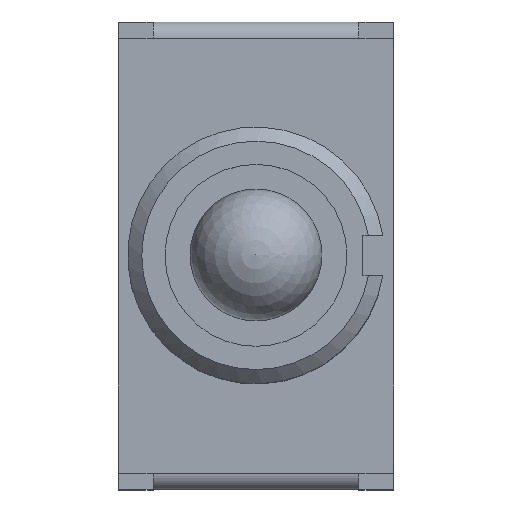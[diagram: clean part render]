
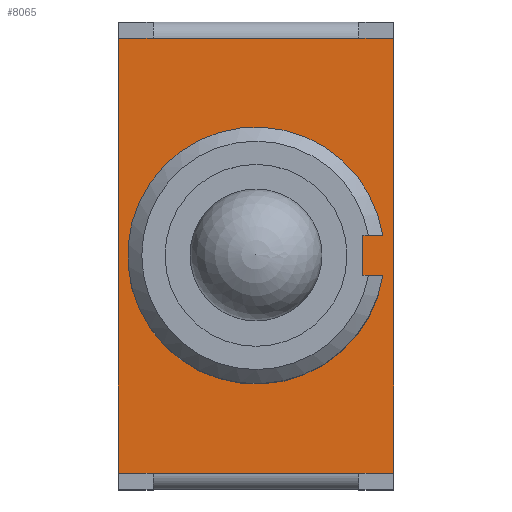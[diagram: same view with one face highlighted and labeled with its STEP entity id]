
A CAD part, top view. The second image highlights one B-rep face of the part: STEP entity #8065.
In plain terms, the highlighted planar face has unit normal (0, 0, 1).
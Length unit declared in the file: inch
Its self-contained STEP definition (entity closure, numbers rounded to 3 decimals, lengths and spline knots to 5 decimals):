
#265=LINE('',#12069,#1121);
#269=LINE('',#12077,#1125);
#271=LINE('',#12080,#1127);
#272=LINE('',#12086,#1128);
#273=LINE('',#12088,#1129);
#274=LINE('',#12090,#1130);
#275=LINE('',#12092,#1131);
#276=LINE('',#12094,#1132);
#277=LINE('',#12096,#1133);
#278=LINE('',#12098,#1134);
#279=LINE('',#12099,#1135);
#1121=VECTOR('',#9517,0.3937);
#1125=VECTOR('',#9525,0.3937);
#1127=VECTOR('',#9529,0.3937);
#1128=VECTOR('',#9536,0.3937);
#1129=VECTOR('',#9537,0.3937);
#1130=VECTOR('',#9538,0.3937);
#1131=VECTOR('',#9539,0.3937);
#1132=VECTOR('',#9540,0.3937);
#1133=VECTOR('',#9541,0.3937);
#1134=VECTOR('',#9542,0.3937);
#1135=VECTOR('',#9543,0.3937);
#1965=PLANE('',#8603);
#2233=FACE_BOUND('',#2792,.T.);
#2295=FACE_OUTER_BOUND('',#2791,.T.);
#2791=EDGE_LOOP('',(#5675,#5676,#5677,#5678,#5679,#5680,#5681,#5682));
#2792=EDGE_LOOP('',(#5683,#5684,#5685,#5686));
#3324=CIRCLE('',#8602,0.23327);
#3634=VERTEX_POINT('',#12066);
#3635=VERTEX_POINT('',#12068);
#3636=VERTEX_POINT('',#12074);
#3637=VERTEX_POINT('',#12076);
#3638=VERTEX_POINT('',#12084);
#3639=VERTEX_POINT('',#12085);
#3640=VERTEX_POINT('',#12087);
#3641=VERTEX_POINT('',#12089);
#3642=VERTEX_POINT('',#12091);
#3643=VERTEX_POINT('',#12093);
#3644=VERTEX_POINT('',#12095);
#3645=VERTEX_POINT('',#12097);
#4396=EDGE_CURVE('',#3635,#3634,#265,.T.);
#4400=EDGE_CURVE('',#3637,#3636,#269,.T.);
#4402=EDGE_CURVE('',#3636,#3635,#271,.T.);
#4403=EDGE_CURVE('',#3634,#3637,#3324,.T.);
#4404=EDGE_CURVE('',#3638,#3639,#272,.T.);
#4405=EDGE_CURVE('',#3638,#3640,#273,.T.);
#4406=EDGE_CURVE('',#3640,#3641,#274,.T.);
#4407=EDGE_CURVE('',#3642,#3641,#275,.T.);
#4408=EDGE_CURVE('',#3642,#3643,#276,.T.);
#4409=EDGE_CURVE('',#3643,#3644,#277,.T.);
#4410=EDGE_CURVE('',#3644,#3645,#278,.T.);
#4411=EDGE_CURVE('',#3639,#3645,#279,.T.);
#5675=ORIENTED_EDGE('',*,*,#4404,.F.);
#5676=ORIENTED_EDGE('',*,*,#4405,.T.);
#5677=ORIENTED_EDGE('',*,*,#4406,.T.);
#5678=ORIENTED_EDGE('',*,*,#4407,.F.);
#5679=ORIENTED_EDGE('',*,*,#4408,.T.);
#5680=ORIENTED_EDGE('',*,*,#4409,.T.);
#5681=ORIENTED_EDGE('',*,*,#4410,.T.);
#5682=ORIENTED_EDGE('',*,*,#4411,.F.);
#5683=ORIENTED_EDGE('',*,*,#4400,.T.);
#5684=ORIENTED_EDGE('',*,*,#4402,.T.);
#5685=ORIENTED_EDGE('',*,*,#4396,.T.);
#5686=ORIENTED_EDGE('',*,*,#4403,.T.);
#8065=ADVANCED_FACE('',(#2295,#2233),#1965,.T.);
#8602=AXIS2_PLACEMENT_3D('',#12082,#9532,#9533);
#8603=AXIS2_PLACEMENT_3D('',#12083,#9534,#9535);
#9517=DIRECTION('',(1.,0.,0.));
#9525=DIRECTION('',(-1.,0.,0.));
#9529=DIRECTION('',(0.,-1.,0.));
#9532=DIRECTION('center_axis',(0.,0.,-1.));
#9533=DIRECTION('ref_axis',(0.988,0.156,0.));
#9534=DIRECTION('center_axis',(0.,0.,1.));
#9535=DIRECTION('ref_axis',(1.,0.,0.));
#9536=DIRECTION('',(-1.,0.,0.));
#9537=DIRECTION('',(1.,0.,0.));
#9538=DIRECTION('',(0.,1.,0.));
#9539=DIRECTION('',(1.,0.,0.));
#9540=DIRECTION('',(-1.,0.,0.));
#9541=DIRECTION('',(-1.,0.,0.));
#9542=DIRECTION('',(0.,-1.,0.));
#9543=DIRECTION('',(-1.,0.,0.));
#12066=CARTESIAN_POINT('',(0.23041,-0.03642,0.41496));
#12068=CARTESIAN_POINT('',(0.19395,-0.03642,0.41496));
#12069=CARTESIAN_POINT('',(0.09698,-0.03642,0.41496));
#12074=CARTESIAN_POINT('',(0.19395,0.03642,0.41496));
#12076=CARTESIAN_POINT('',(0.23041,0.03642,0.41496));
#12077=CARTESIAN_POINT('',(0.1152,0.03642,0.41496));
#12080=CARTESIAN_POINT('',(0.19395,0.21575,0.41496));
#12082=CARTESIAN_POINT('Origin',(0.,0.,
0.41496));
#12083=CARTESIAN_POINT('Origin',(0.,0.39508,
0.41496));
#12084=CARTESIAN_POINT('',(0.18701,-0.39508,0.41496));
#12085=CARTESIAN_POINT('',(-0.18701,-0.39508,0.41496));
#12086=CARTESIAN_POINT('',(0.,-0.39508,0.41496));
#12087=CARTESIAN_POINT('',(0.25,-0.39508,0.41496));
#12088=CARTESIAN_POINT('',(0.18701,-0.39508,0.41496));
#12089=CARTESIAN_POINT('',(0.25,0.39508,0.41496));
#12090=CARTESIAN_POINT('',(0.25,0.39508,0.41496));
#12091=CARTESIAN_POINT('',(0.18701,0.39508,0.41496));
#12092=CARTESIAN_POINT('',(0.18701,0.39508,0.41496));
#12093=CARTESIAN_POINT('',(-0.18701,0.39508,0.41496));
#12094=CARTESIAN_POINT('',(0.,0.39508,0.41496));
#12095=CARTESIAN_POINT('',(-0.25,0.39508,0.41496));
#12096=CARTESIAN_POINT('',(-0.18701,0.39508,0.41496));
#12097=CARTESIAN_POINT('',(-0.25,-0.39508,0.41496));
#12098=CARTESIAN_POINT('',(-0.25,-0.39508,0.41496));
#12099=CARTESIAN_POINT('',(-0.18701,-0.39508,0.41496));
